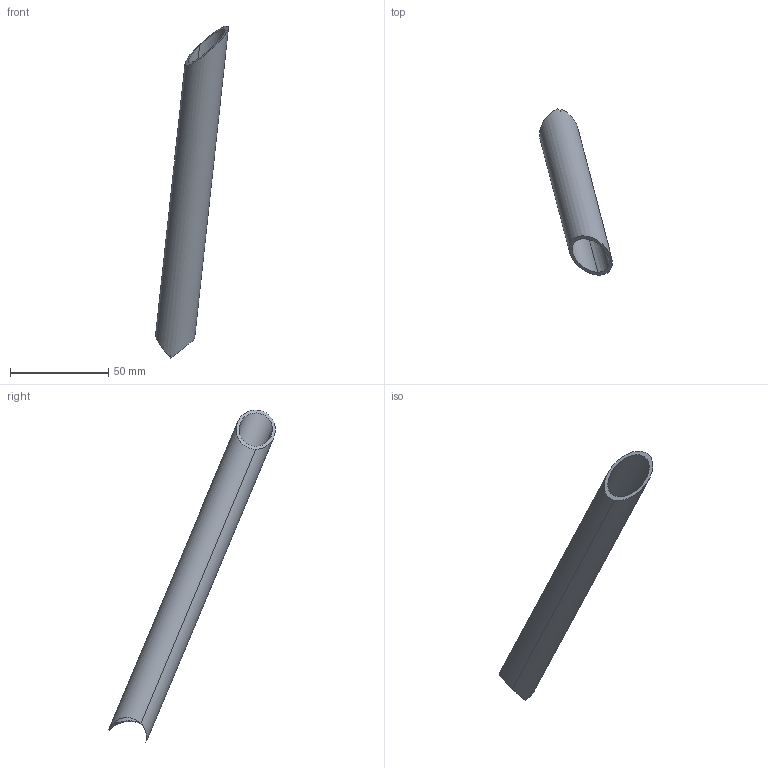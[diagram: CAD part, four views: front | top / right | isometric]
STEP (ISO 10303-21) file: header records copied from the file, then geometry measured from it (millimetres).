
FILE_DESCRIPTION(('STEP AP214'),'1');
FILE_NAME('44.stp','2018-12-06T16:29:49',(' '),(' '),'Spatial InterOp 3D',' ',' ');
FILE_SCHEMA(('automotive_design'));
Length unit declared in the file: metre
Products named in the file (1): Corps1
Bounding box: 37.1 x 84.78 x 168.92 mm (x, y, z)
Volume: 14263.9 mm3; surface area: 19310.1 mm2
Topology: 1 solids, 1 shells, 10 faces, 35 edges, 26 vertices
Faces by surface type: cylinder 9, plane 1
Entity records: 768 total; most frequent: CARTESIAN_POINT 346, ORIENTED_EDGE 70, DIRECTION 68, EDGE_CURVE 35, AXIS2_PLACEMENT_3D 31, VERTEX_POINT 26, ELLIPSE 19, STYLED_ITEM 11
